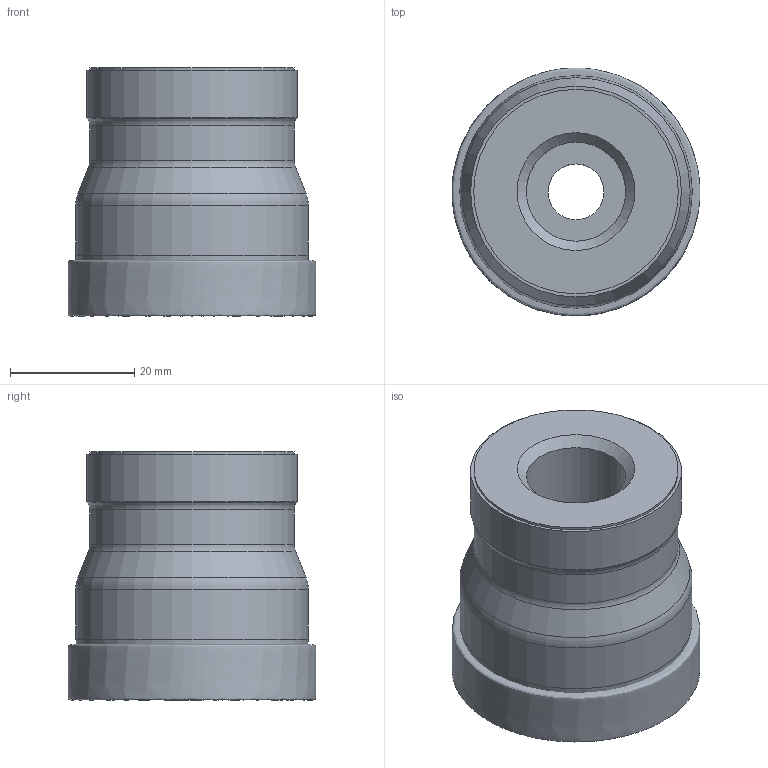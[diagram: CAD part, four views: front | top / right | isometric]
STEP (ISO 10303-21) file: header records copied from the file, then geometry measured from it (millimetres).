
FILE_DESCRIPTION(/* description */ (''),/* implementation_level */ '2;1');
FILE_NAME(/* name */ 'TOOLASSEMBLY_1.STP',/* time_stamp */ '2024-11-20T11:00:12+01:00',/* author */ (''),/* organization */ ('SMS'),/* preprocessor_version */ 'ST-DEVELOPER v16.7',/* originating_system */ 'SIEMENS PLM Software NX 12.0',/* authorisation */ '');
FILE_SCHEMA (('AUTOMOTIVE_DESIGN { 1 0 10303 214 3 1 1 1 }'));
Length unit declared in the file: millimetre
Products named in the file (4): ASSEMBLY_CONSTRUCTION; CUT_20241120105946; NOCUT_20241120105919; TOOLASSEMBLY_1
Assembly tree (3 placements, depth 2):
  TOOLASSEMBLY_1
    NOCUT_20241120105919
    CUT_20241120105946
    ASSEMBLY_CONSTRUCTION
Bounding box: 40 x 39.99 x 40 mm (x, y, z)
Volume: 35829.9 mm3; surface area: 10708.6 mm2
Topology: 2 solids, 2 shells, 26 faces, 53 edges, 41 vertices
Faces by surface type: cylinder 7, cone 6, plane 6, torus 6, bspline 1
Full cylindrical faces by diameter (mm): 9 x1, 13.5 x1, 16 x1, 33 x2, 34 x1, 37.5 x1
Entity records: 7073 total; most frequent: CARTESIAN_POINT 6427, DIRECTION 126, AXIS2_PLACEMENT_3D 63, FACE_BOUND 51, EDGE_LOOP 50, ORIENTED_EDGE 50, ADVANCED_FACE 26, VERTEX_POINT 26
